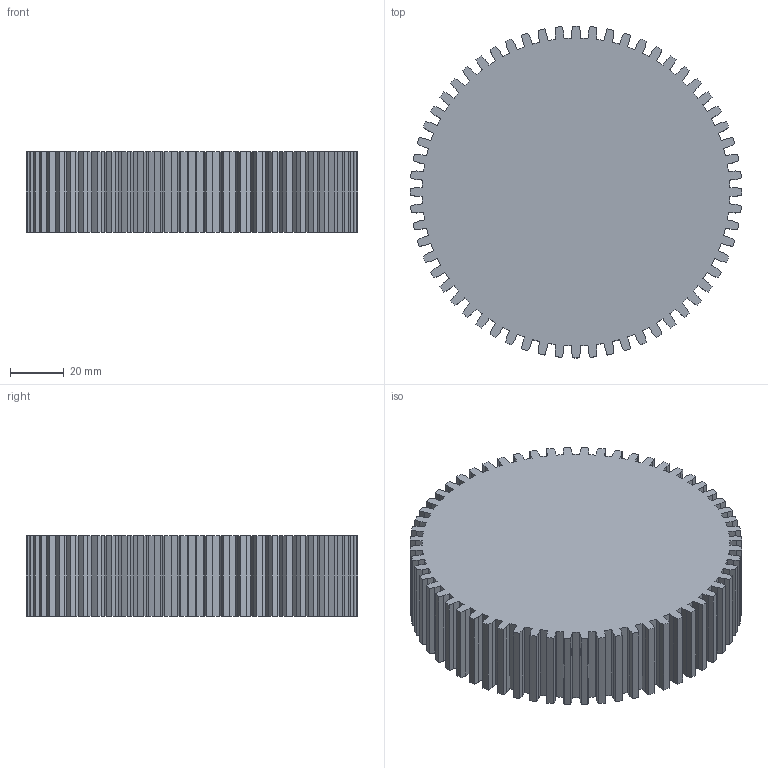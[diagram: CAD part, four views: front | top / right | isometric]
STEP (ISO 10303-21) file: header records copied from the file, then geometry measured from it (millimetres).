
FILE_DESCRIPTION (( 'STEP AP214' ), '1' );
FILE_NAME ('Engrenage_m2_excel.STEP', '2025-09-11T21:33:50', ( '' ), ( '' ), 'SwSTEP 2.0', 'SolidWorks 2024', '' );
FILE_SCHEMA (( 'AUTOMOTIVE_DESIGN' ));
Length unit declared in the file: millimetre
Products named in the file (1): Engrenage_m2_excel
Bounding box: 124 x 124 x 30 mm (x, y, z)
Volume: 335780.9 mm3; surface area: 48294.3 mm2
Topology: 1 solids, 1 shells, 362 faces, 1080 edges, 720 vertices
Faces by surface type: plane 242, cylinder 120
Entity records: 12167 total; most frequent: CARTESIAN_POINT 2163, ORIENTED_EDGE 2160, DIRECTION 2046, EDGE_CURVE 1080, LINE 840, VECTOR 840, VERTEX_POINT 720, AXIS2_PLACEMENT_3D 603
